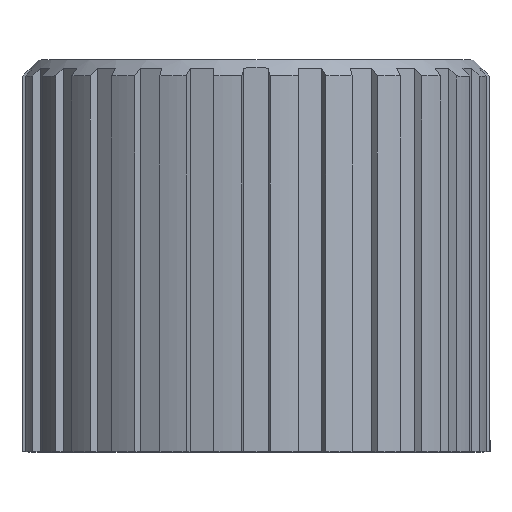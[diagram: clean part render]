
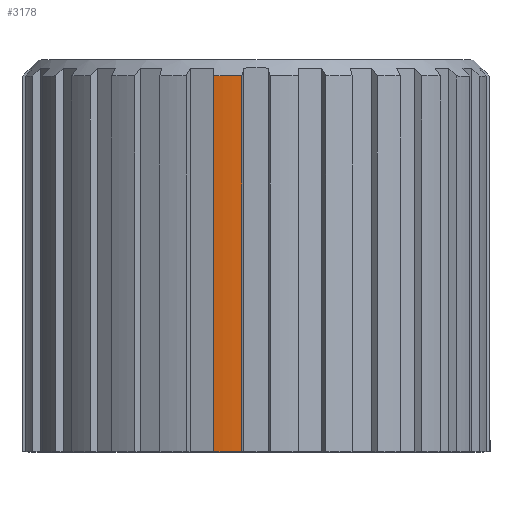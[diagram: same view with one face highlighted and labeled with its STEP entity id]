
A CAD part, top view. The second image highlights one B-rep face of the part: STEP entity #3178.
In plain terms, the highlighted cylindrical face has radius 21.025 mm (diameter 42.05 mm), a partial arc.
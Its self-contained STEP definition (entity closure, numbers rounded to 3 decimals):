
#264=FACE_OUTER_BOUND('',#450,.T.);
#450=EDGE_LOOP('',(#2444,#2445,#2446,#2447));
#711=LINE('',#5130,#947);
#712=LINE('',#5136,#948);
#947=VECTOR('',#4144,10.);
#948=VECTOR('',#4147,1450.);
#1071=CIRCLE('',#3333,21.025);
#1175=CIRCLE('',#3489,21.025);
#1289=VERTEX_POINT('',#4734);
#1290=VERTEX_POINT('',#4736);
#1435=VERTEX_POINT('',#5129);
#1436=VERTEX_POINT('',#5135);
#1617=EDGE_CURVE('',#1289,#1290,#1071,.T.);
#1810=EDGE_CURVE('',#1435,#1290,#711,.T.);
#1812=EDGE_CURVE('',#1289,#1436,#712,.T.);
#1813=EDGE_CURVE('',#1436,#1435,#1175,.T.);
#2444=ORIENTED_EDGE('',*,*,#1812,.T.);
#2445=ORIENTED_EDGE('',*,*,#1813,.T.);
#2446=ORIENTED_EDGE('',*,*,#1810,.T.);
#2447=ORIENTED_EDGE('',*,*,#1617,.F.);
#3091=CYLINDRICAL_SURFACE('',#3488,21.025);
#3178=ADVANCED_FACE('',(#264),#3091,.T.);
#3333=AXIS2_PLACEMENT_3D('',#4737,#3747,#3748);
#3488=AXIS2_PLACEMENT_3D('',#5134,#4145,#4146);
#3489=AXIS2_PLACEMENT_3D('',#5137,#4148,#4149);
#3747=DIRECTION('center_axis',(0.,-1.,0.));
#3748=DIRECTION('ref_axis',(-0.06,0.,0.998));
#4144=DIRECTION('',(0.,-1.,0.));
#4145=DIRECTION('center_axis',(0.,-1.,0.));
#4146=DIRECTION('ref_axis',(0.,0.,-1.));
#4147=DIRECTION('',(0.,1.,0.));
#4148=DIRECTION('center_axis',(0.,-1.,0.));
#4149=DIRECTION('ref_axis',(0.,0.,1.));
#4734=CARTESIAN_POINT('',(-1.271,-34.,20.987));
#4736=CARTESIAN_POINT('',(-3.788,-34.,20.681));
#4737=CARTESIAN_POINT('Origin',(0.,-34.,0.));
#5129=CARTESIAN_POINT('',(-3.788,-0.25,20.681));
#5130=CARTESIAN_POINT('',(-3.788,-22.,20.681));
#5134=CARTESIAN_POINT('Origin',(0.,8.7,0.));
#5135=CARTESIAN_POINT('',(-1.271,-0.25,20.987));
#5136=CARTESIAN_POINT('',(-1.271,2.2,20.987));
#5137=CARTESIAN_POINT('Origin',(0.,-0.25,
0.));
